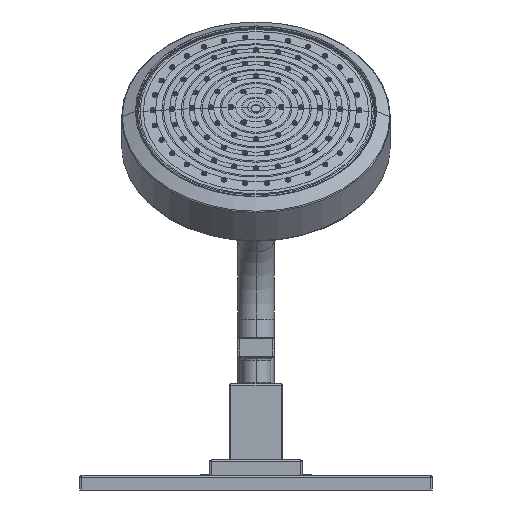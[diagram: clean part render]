
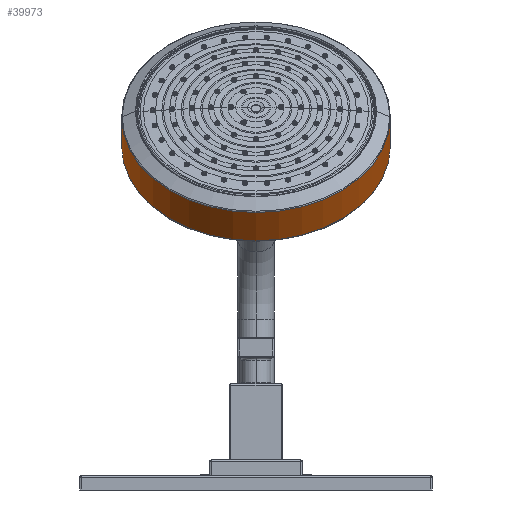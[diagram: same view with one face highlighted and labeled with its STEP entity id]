
A CAD part, front view. The second image highlights one B-rep face of the part: STEP entity #39973.
In plain terms, the highlighted cylindrical face has radius 75.057 mm (diameter 150.114 mm), a partial arc.
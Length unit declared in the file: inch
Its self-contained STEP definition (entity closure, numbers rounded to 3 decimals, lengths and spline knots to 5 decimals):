
#22654=CARTESIAN_POINT('',(0.,8.59819,8.18735));
#22655=DIRECTION('',(0.,-0.707,0.707));
#22656=DIRECTION('',(-1.,0.,0.));
#22657=AXIS2_PLACEMENT_3D('',#22654,#22655,#22656);
#22659=DIRECTION('',(0.,-0.707,0.707));
#22660=VECTOR('',#22659,0.87868);
#22661=CARTESIAN_POINT('',(2.955,9.21951,7.56603));
#22662=LINE('',#22661,#22660);
#22663=CARTESIAN_POINT('',(0.,9.21951,7.56603));
#22664=DIRECTION('',(0.,-0.707,0.707));
#22665=DIRECTION('',(-1.,0.,0.));
#22666=AXIS2_PLACEMENT_3D('',#22663,#22664,#22665);
#22668=DIRECTION('',(0.,-0.707,0.707));
#22669=VECTOR('',#22668,0.87868);
#22670=CARTESIAN_POINT('',(-2.955,9.21951,7.56603));
#22671=LINE('',#22670,#22669);
#29772=CARTESIAN_POINT('',(-2.955,8.59819,8.18735));
#29773=CARTESIAN_POINT('',(2.955,8.59819,8.18735));
#29774=VERTEX_POINT('',#29772);
#29775=VERTEX_POINT('',#29773);
#29784=CARTESIAN_POINT('',(2.955,9.21951,7.56603));
#29785=CARTESIAN_POINT('',(-2.955,9.21951,7.56603));
#29786=VERTEX_POINT('',#29784);
#29787=VERTEX_POINT('',#29785);
#39959=CARTESIAN_POINT('',(0.,8.40248,8.38305));
#39960=DIRECTION('',(0.,0.707,-0.707));
#39961=DIRECTION('',(1.,0.,0.));
#39962=AXIS2_PLACEMENT_3D('',#39959,#39960,#39961);
#39963=CYLINDRICAL_SURFACE('',#39962,2.955);
#39964=ORIENTED_EDGE('',*,*,#39928,.T.);
#39966=ORIENTED_EDGE('',*,*,#39965,.F.);
#39968=ORIENTED_EDGE('',*,*,#39967,.F.);
#39970=ORIENTED_EDGE('',*,*,#39969,.T.);
#39971=EDGE_LOOP('',(#39964,#39966,#39968,#39970));
#39972=FACE_OUTER_BOUND('',#39971,.F.);
#39973=ADVANCED_FACE('',(#39972),#39963,.T.);
#22658=CIRCLE('',#22657,2.955);
#22667=CIRCLE('',#22666,2.955);
#39928=EDGE_CURVE('',#29774,#29775,#22658,.T.);
#39965=EDGE_CURVE('',#29786,#29775,#22662,.T.);
#39967=EDGE_CURVE('',#29787,#29786,#22667,.T.);
#39969=EDGE_CURVE('',#29787,#29774,#22671,.T.);
